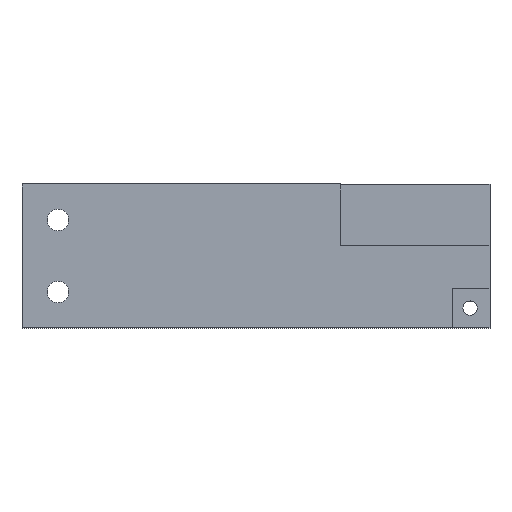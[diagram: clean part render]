
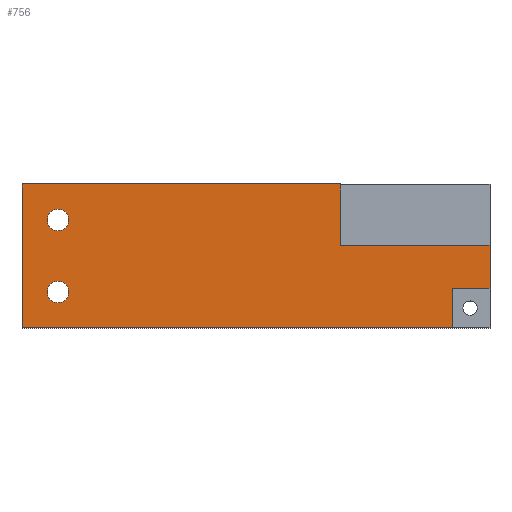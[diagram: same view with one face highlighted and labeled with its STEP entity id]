
A CAD part, top view. The second image highlights one B-rep face of the part: STEP entity #756.
In plain terms, the highlighted planar face has unit normal (0, 0, 1).
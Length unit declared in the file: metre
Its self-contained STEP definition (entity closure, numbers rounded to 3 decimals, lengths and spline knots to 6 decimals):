
#22=CIRCLE('',#820,0.003);
#23=CIRCLE('',#821,0.003);
#141=ORIENTED_EDGE('',*,*,#304,.F.);
#142=ORIENTED_EDGE('',*,*,#305,.F.);
#143=ORIENTED_EDGE('',*,*,#306,.F.);
#144=ORIENTED_EDGE('',*,*,#307,.T.);
#145=ORIENTED_EDGE('',*,*,#308,.T.);
#146=ORIENTED_EDGE('',*,*,#309,.F.);
#147=ORIENTED_EDGE('',*,*,#310,.T.);
#148=ORIENTED_EDGE('',*,*,#311,.F.);
#149=ORIENTED_EDGE('',*,*,#301,.T.);
#150=ORIENTED_EDGE('',*,*,#312,.F.);
#301=EDGE_CURVE('',#382,#381,#462,.T.);
#304=EDGE_CURVE('',#383,#383,#22,.T.);
#305=EDGE_CURVE('',#384,#384,#23,.T.);
#306=EDGE_CURVE('',#385,#386,#465,.T.);
#307=EDGE_CURVE('',#385,#387,#466,.T.);
#308=EDGE_CURVE('',#387,#388,#467,.T.);
#309=EDGE_CURVE('',#389,#388,#468,.T.);
#310=EDGE_CURVE('',#389,#390,#469,.T.);
#311=EDGE_CURVE('',#382,#390,#470,.T.);
#312=EDGE_CURVE('',#386,#381,#471,.T.);
#381=VERTEX_POINT('',#1184);
#382=VERTEX_POINT('',#1186);
#383=VERTEX_POINT('',#1191);
#384=VERTEX_POINT('',#1193);
#385=VERTEX_POINT('',#1195);
#386=VERTEX_POINT('',#1196);
#387=VERTEX_POINT('',#1198);
#388=VERTEX_POINT('',#1200);
#389=VERTEX_POINT('',#1202);
#390=VERTEX_POINT('',#1204);
#462=LINE('',#1185,#556);
#465=LINE('',#1194,#559);
#466=LINE('',#1197,#560);
#467=LINE('',#1199,#561);
#468=LINE('',#1201,#562);
#469=LINE('',#1203,#563);
#470=LINE('',#1205,#564);
#471=LINE('',#1206,#565);
#556=VECTOR('',#970,1.);
#559=VECTOR('',#979,1.);
#560=VECTOR('',#980,1.);
#561=VECTOR('',#981,1.);
#562=VECTOR('',#982,1.);
#563=VECTOR('',#983,1.);
#564=VECTOR('',#984,1.);
#565=VECTOR('',#985,1.);
#616=EDGE_LOOP('',(#141));
#617=EDGE_LOOP('',(#142));
#618=EDGE_LOOP('',(#143,#144,#145,#146,#147,#148,#149,#150));
#668=FACE_BOUND('',#616,.T.);
#669=FACE_BOUND('',#617,.T.);
#670=FACE_BOUND('',#618,.T.);
#715=PLANE('',#819);
#756=ADVANCED_FACE('',(#668,#669,#670),#715,.T.);
#819=AXIS2_PLACEMENT_3D('',#1189,#973,#974);
#820=AXIS2_PLACEMENT_3D('',#1190,#975,#976);
#821=AXIS2_PLACEMENT_3D('',#1192,#977,#978);
#970=DIRECTION('',(1.,0.,0.));
#973=DIRECTION('',(0.,0.,1.));
#974=DIRECTION('',(1.,0.,0.));
#975=DIRECTION('',(0.,0.,1.));
#976=DIRECTION('',(1.,0.,0.));
#977=DIRECTION('',(0.,0.,1.));
#978=DIRECTION('',(1.,0.,0.));
#979=DIRECTION('',(-1.,0.,0.));
#980=DIRECTION('',(0.,1.,0.));
#981=DIRECTION('',(-1.,0.,0.));
#982=DIRECTION('',(0.,-1.,0.));
#983=DIRECTION('',(-1.,0.,0.));
#984=DIRECTION('',(0.,1.,0.));
#985=DIRECTION('',(0.,-1.,0.));
#1184=CARTESIAN_POINT('',(-0.2505,0.09,0.));
#1185=CARTESIAN_POINT('',(-0.305,0.09,0.));
#1186=CARTESIAN_POINT('',(-0.37,0.09,0.));
#1189=CARTESIAN_POINT('',(-0.175,0.24,0.));
#1190=CARTESIAN_POINT('',(-0.36,0.12,0.));
#1191=CARTESIAN_POINT('',(-0.357,0.12,0.));
#1192=CARTESIAN_POINT('',(-0.36,0.1,0.));
#1193=CARTESIAN_POINT('',(-0.357,0.1,0.));
#1194=CARTESIAN_POINT('',(-0.24,0.101,0.));
#1195=CARTESIAN_POINT('',(-0.24,0.101,0.));
#1196=CARTESIAN_POINT('',(-0.2505,0.101,0.));
#1197=CARTESIAN_POINT('',(-0.24,0.11,0.));
#1198=CARTESIAN_POINT('',(-0.24,0.113,0.));
#1199=CARTESIAN_POINT('',(-0.223,0.113,0.));
#1200=CARTESIAN_POINT('',(-0.2815,0.113,0.));
#1201=CARTESIAN_POINT('',(-0.2815,0.2215,0.));
#1202=CARTESIAN_POINT('',(-0.2815,0.13,0.));
#1203=CARTESIAN_POINT('',(-0.305,0.13,0.));
#1204=CARTESIAN_POINT('',(-0.37,0.13,0.));
#1205=CARTESIAN_POINT('',(-0.37,0.11,0.));
#1206=CARTESIAN_POINT('',(-0.2505,0.0955,0.));
